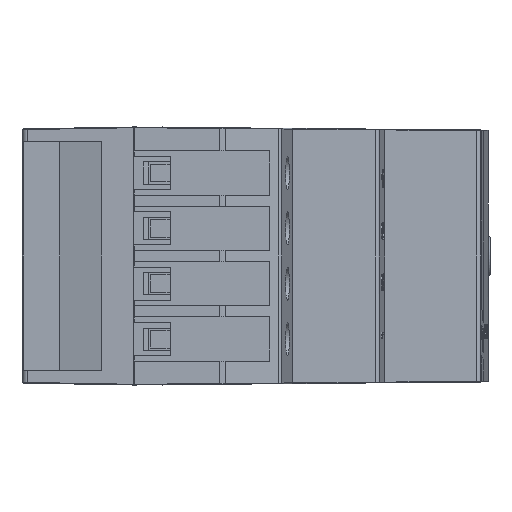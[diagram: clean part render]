
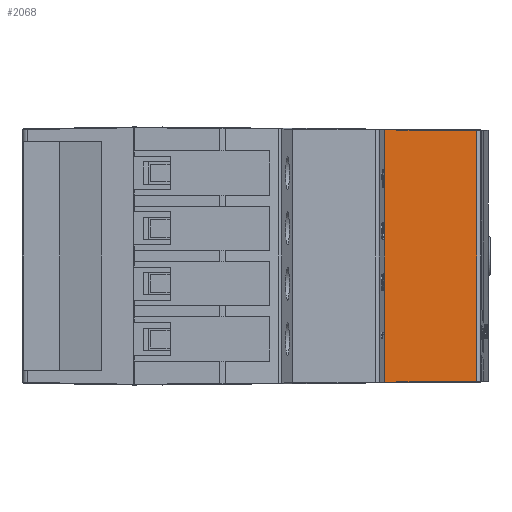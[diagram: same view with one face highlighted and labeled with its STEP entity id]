
A CAD part, front view. The second image highlights one B-rep face of the part: STEP entity #2068.
In plain terms, the highlighted planar face has unit normal (0.038, -0.999, 0).
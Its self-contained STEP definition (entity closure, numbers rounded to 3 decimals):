
#2068=ADVANCED_FACE('',(#4493),#4495,.T.);
#4493=FACE_BOUND('',#4494,.T.);
#4494=EDGE_LOOP('',(#61470,#61471,#61472,#61473));
#4495=PLANE('',#4496);
#4496=AXIS2_PLACEMENT_3D('',#4497,#4498,#4499);
#4497=CARTESIAN_POINT('',(12.5,-22.5,0.));
#4498=DIRECTION('',(0.038,-0.999,0.));
#4499=DIRECTION('',(0.999,0.038,0.));
#61470=ORIENTED_EDGE('',*,*,#67633,.F.);
#61471=ORIENTED_EDGE('',*,*,#67634,.F.);
#61472=ORIENTED_EDGE('',*,*,#67635,.T.);
#61473=ORIENTED_EDGE('',*,*,#67630,.T.);
#67630=EDGE_CURVE('',#70992,#70990,#70993,.T.);
#67633=EDGE_CURVE('',#70997,#70990,#70998,.T.);
#67634=EDGE_CURVE('',#70999,#70997,#71000,.T.);
#67635=EDGE_CURVE('',#70999,#70992,#71001,.T.);
#70990=VERTEX_POINT('',#76853);
#70992=VERTEX_POINT('',#76858);
#70993=LINE('',#76859,#76860);
#70997=VERTEX_POINT('',#76870);
#70998=LINE('',#76871,#76872);
#70999=VERTEX_POINT('',#76874);
#71000=LINE('',#76875,#76876);
#71001=LINE('',#76878,#76879);
#76853=CARTESIAN_POINT('',(24.976,-22.02,34.494));
#76858=CARTESIAN_POINT('',(24.976,-22.02,0.506));
#76859=CARTESIAN_POINT('',(24.976,-22.02,0.506));
#76860=VECTOR('',#76861,1.);
#76861=DIRECTION('',(0.,0.,1.));
#76870=CARTESIAN_POINT('',(12.5,-22.5,34.603));
#76871=CARTESIAN_POINT('',(12.5,-22.5,34.603));
#76872=VECTOR('',#76873,1.);
#76873=DIRECTION('',(0.999,0.038,-0.009));
#76874=CARTESIAN_POINT('',(12.5,-22.5,0.397));
#76875=CARTESIAN_POINT('',(12.5,-22.5,0.397));
#76876=VECTOR('',#76877,1.);
#76877=DIRECTION('',(0.,0.,1.));
#76878=CARTESIAN_POINT('',(12.5,-22.5,0.397));
#76879=VECTOR('',#76880,1.);
#76880=DIRECTION('',(0.999,0.038,0.009));
